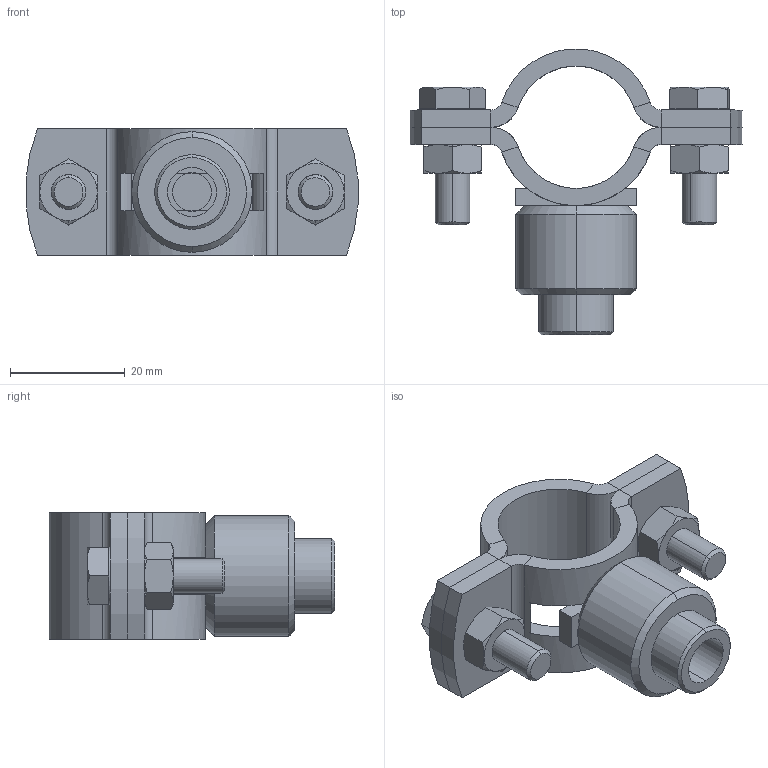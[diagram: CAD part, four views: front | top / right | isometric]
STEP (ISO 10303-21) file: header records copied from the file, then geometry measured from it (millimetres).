
FILE_DESCRIPTION (( 'STEP AP203' ), '1' );
FILE_NAME ('51.811K.STEP', '2024-03-25T13:57:24', ( '' ), ( '' ), 'SwSTEP 2.0', 'SolidWorks 2023', '' );
FILE_SCHEMA (( 'CONFIG_CONTROL_DESIGN' ));
Length unit declared in the file: millimetre
Products named in the file (1): 51.811K
Bounding box: 57.83 x 49.75 x 22 mm (x, y, z)
Surface area: 9385.8 mm2 (no closed solid volume)
Topology: 0 solids, 11 shells, 142 faces, 342 edges, 206 vertices
Faces by surface type: plane 71, cone 40, cylinder 31
Entity records: 4307 total; most frequent: CARTESIAN_POINT 999, DIRECTION 698, ORIENTED_EDGE 616, EDGE_CURVE 342, AXIS2_PLACEMENT_3D 273, VERTEX_POINT 206, LINE 152, EDGE_LOOP 152
